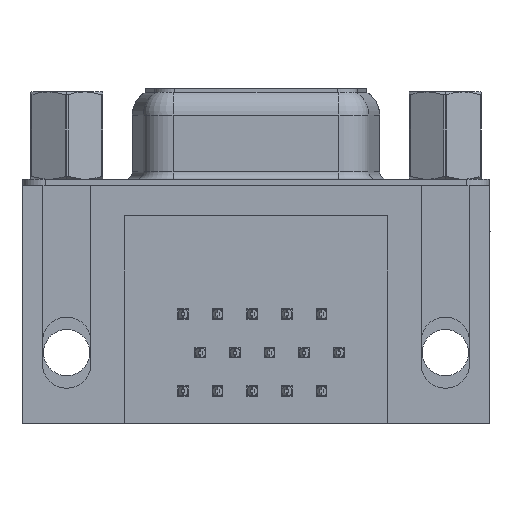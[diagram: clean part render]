
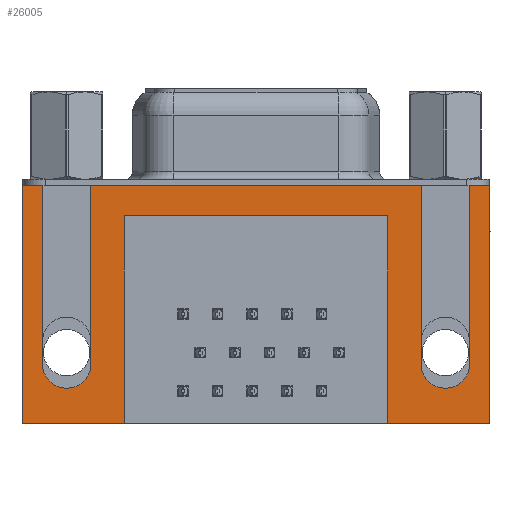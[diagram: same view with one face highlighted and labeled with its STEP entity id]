
A CAD part, front view. The second image highlights one B-rep face of the part: STEP entity #26005.
In plain terms, the highlighted planar face has unit normal (0, -1, 0).
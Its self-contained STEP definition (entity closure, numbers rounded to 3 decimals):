
#1407 = ORIENTED_EDGE ( 'NONE', *, *, #35098, .F. ) ;
#1489 = VERTEX_POINT ( 'NONE', #5971 ) ;
#1614 = CARTESIAN_POINT ( 'NONE',  ( 3.79, -6.275, -2. ) ) ;
#1618 = CARTESIAN_POINT ( 'NONE',  ( 26.59, -6.275, -11.78 ) ) ;
#1764 = VERTEX_POINT ( 'NONE', #26619 ) ;
#1778 = VERTEX_POINT ( 'NONE', #21143 ) ;
#1954 = EDGE_CURVE ( 'NONE', #1489, #17472, #12742, .T. ) ;
#2178 = LINE ( 'NONE', #29325, #21831 ) ;
#3480 = ORIENTED_EDGE ( 'NONE', *, *, #1954, .F. ) ;
#3592 = CARTESIAN_POINT ( 'NONE',  ( 0., -6.275, -11.78 ) ) ;
#3628 = CARTESIAN_POINT ( 'NONE',  ( 27.9, -6.275, -15.7 ) ) ;
#3880 = LINE ( 'NONE', #12495, #23512 ) ;
#4252 = CARTESIAN_POINT ( 'NONE',  ( 27.9, -6.275, -15.7 ) ) ;
#4284 = DIRECTION ( 'NONE',  ( 0., -1., 0. ) ) ;
#4502 = VECTOR ( 'NONE', #35113, 1000. ) ;
#4659 = LINE ( 'NONE', #18948, #32616 ) ;
#4669 = CARTESIAN_POINT ( 'NONE',  ( 27.9, -6.275, -15.7 ) ) ;
#5348 = VERTEX_POINT ( 'NONE', #6130 ) ;
#5843 = CARTESIAN_POINT ( 'NONE',  ( -1.6, -6.275, 0. ) ) ;
#5971 = CARTESIAN_POINT ( 'NONE',  ( 26.59, -6.275, 0. ) ) ;
#6130 = CARTESIAN_POINT ( 'NONE',  ( -1.6, -6.275, -11.78 ) ) ;
#6369 = CARTESIAN_POINT ( 'NONE',  ( -2.91, -6.275, 0. ) ) ;
#6370 = DIRECTION ( 'NONE',  ( 1., 0., 0. ) ) ;
#6481 = EDGE_CURVE ( 'NONE', #5348, #22635, #6954, .T. ) ;
#6819 = VERTEX_POINT ( 'NONE', #4669 ) ;
#6954 = CIRCLE ( 'NONE', #7697, 1.6 ) ;
#7039 = DIRECTION ( 'NONE',  ( 0., 0., 1. ) ) ;
#7328 = ORIENTED_EDGE ( 'NONE', *, *, #21716, .F. ) ;
#7431 = VECTOR ( 'NONE', #34338, 1000. ) ;
#7697 = AXIS2_PLACEMENT_3D ( 'NONE', #3592, #23110, #6370 ) ;
#7773 = VERTEX_POINT ( 'NONE', #7867 ) ;
#7867 = CARTESIAN_POINT ( 'NONE',  ( -2.91, -6.275, -15.7 ) ) ;
#7926 = CARTESIAN_POINT ( 'NONE',  ( -2.91, -6.275, 0. ) ) ;
#8125 = VERTEX_POINT ( 'NONE', #10011 ) ;
#8485 = EDGE_CURVE ( 'NONE', #1764, #21941, #30871, .T. ) ;
#8605 = VERTEX_POINT ( 'NONE', #1618 ) ;
#9148 = VECTOR ( 'NONE', #26540, 1000. ) ;
#10011 = CARTESIAN_POINT ( 'NONE',  ( 23.39, -6.275, -11.78 ) ) ;
#11499 = ORIENTED_EDGE ( 'NONE', *, *, #16645, .T. ) ;
#11554 = VERTEX_POINT ( 'NONE', #14021 ) ;
#12495 = CARTESIAN_POINT ( 'NONE',  ( 3.79, -6.275, -2. ) ) ;
#12742 = LINE ( 'NONE', #7926, #19231 ) ;
#13134 = VECTOR ( 'NONE', #7039, 1000. ) ;
#13635 = EDGE_CURVE ( 'NONE', #7773, #1764, #20546, .T. ) ;
#14021 = CARTESIAN_POINT ( 'NONE',  ( 1.6, -6.275, 0. ) ) ;
#14518 = DIRECTION ( 'NONE',  ( 0., 0., 1. ) ) ;
#14653 = AXIS2_PLACEMENT_3D ( 'NONE', #21007, #4284, #23798 ) ;
#15833 = EDGE_CURVE ( 'NONE', #26874, #19427, #35372, .T. ) ;
#16013 = DIRECTION ( 'NONE',  ( 0., 0., -1. ) ) ;
#16367 = ORIENTED_EDGE ( 'NONE', *, *, #15833, .F. ) ;
#16645 = EDGE_CURVE ( 'NONE', #6819, #17472, #26159, .T. ) ;
#16863 = CARTESIAN_POINT ( 'NONE',  ( 3.79, -6.275, -2. ) ) ;
#17059 = ORIENTED_EDGE ( 'NONE', *, *, #31287, .F. ) ;
#17472 = VERTEX_POINT ( 'NONE', #30299 ) ;
#17729 = CARTESIAN_POINT ( 'NONE',  ( 23.39, -6.275, 0. ) ) ;
#17930 = CARTESIAN_POINT ( 'NONE',  ( 3.79, -6.275, -15.7 ) ) ;
#18547 = EDGE_CURVE ( 'NONE', #21941, #5348, #4659, .T. ) ;
#18948 = CARTESIAN_POINT ( 'NONE',  ( -1.6, -6.275, 0. ) ) ;
#19231 = VECTOR ( 'NONE', #27450, 1000. ) ;
#19427 = VERTEX_POINT ( 'NONE', #17930 ) ;
#19744 = LINE ( 'NONE', #22462, #26298 ) ;
#20218 = LINE ( 'NONE', #32503, #26772 ) ;
#20307 = ORIENTED_EDGE ( 'NONE', *, *, #24694, .F. ) ;
#20546 = LINE ( 'NONE', #34851, #13134 ) ;
#20616 = ORIENTED_EDGE ( 'NONE', *, *, #13635, .F. ) ;
#20945 = CARTESIAN_POINT ( 'NONE',  ( 21.2, -6.275, -2. ) ) ;
#20975 = DIRECTION ( 'NONE',  ( -1., 0., 0. ) ) ;
#21007 = CARTESIAN_POINT ( 'NONE',  ( 24.99, -6.275, -11.78 ) ) ;
#21143 = CARTESIAN_POINT ( 'NONE',  ( 21.2, -6.275, -15.7 ) ) ;
#21268 = DIRECTION ( 'NONE',  ( 1., 0., 0. ) ) ;
#21471 = PLANE ( 'NONE',  #33785 ) ;
#21500 = ORIENTED_EDGE ( 'NONE', *, *, #22774, .F. ) ;
#21716 = EDGE_CURVE ( 'NONE', #11554, #27821, #20218, .T. ) ;
#21831 = VECTOR ( 'NONE', #32132, 1000. ) ;
#21850 = CARTESIAN_POINT ( 'NONE',  ( 21.2, -6.275, -2. ) ) ;
#21941 = VERTEX_POINT ( 'NONE', #5843 ) ;
#22238 = LINE ( 'NONE', #4252, #23121 ) ;
#22462 = CARTESIAN_POINT ( 'NONE',  ( 23.39, -6.275, 0. ) ) ;
#22635 = VERTEX_POINT ( 'NONE', #26204 ) ;
#22774 = EDGE_CURVE ( 'NONE', #8605, #1489, #27642, .T. ) ;
#23110 = DIRECTION ( 'NONE',  ( 0., -1., 0. ) ) ;
#23121 = VECTOR ( 'NONE', #20975, 1000. ) ;
#23145 = DIRECTION ( 'NONE',  ( -1., 0., 0. ) ) ;
#23512 = VECTOR ( 'NONE', #32019, 1000. ) ;
#23529 = EDGE_LOOP ( 'NONE', ( #21500, #33263, #17059, #7328, #34231, #32497, #23897, #35490, #20616, #24920, #16367, #20307, #32180, #1407, #11499, #3480 ) ) ;
#23714 = EDGE_CURVE ( 'NONE', #19427, #7773, #22238, .T. ) ;
#23798 = DIRECTION ( 'NONE',  ( -1., 0., 0. ) ) ;
#23897 = ORIENTED_EDGE ( 'NONE', *, *, #18547, .F. ) ;
#24694 = EDGE_CURVE ( 'NONE', #31127, #26874, #3880, .T. ) ;
#24920 = ORIENTED_EDGE ( 'NONE', *, *, #23714, .F. ) ;
#25258 = DIRECTION ( 'NONE',  ( 0., 0., -1. ) ) ;
#26005 = ADVANCED_FACE ( 'NONE', ( #30870 ), #21471, .T. ) ;
#26159 = LINE ( 'NONE', #34021, #27029 ) ;
#26193 = VECTOR ( 'NONE', #23145, 1000. ) ;
#26204 = CARTESIAN_POINT ( 'NONE',  ( 1.6, -6.275, -11.78 ) ) ;
#26298 = VECTOR ( 'NONE', #25258, 1000. ) ;
#26540 = DIRECTION ( 'NONE',  ( 0., 0., 1. ) ) ;
#26619 = CARTESIAN_POINT ( 'NONE',  ( -2.91, -6.275, 0. ) ) ;
#26772 = VECTOR ( 'NONE', #21268, 1000. ) ;
#26874 = VERTEX_POINT ( 'NONE', #16863 ) ;
#27029 = VECTOR ( 'NONE', #14518, 1000. ) ;
#27062 = LINE ( 'NONE', #3628, #26193 ) ;
#27082 = CARTESIAN_POINT ( 'NONE',  ( -2.91, -6.275, -2.5 ) ) ;
#27450 = DIRECTION ( 'NONE',  ( 1., 0., 0. ) ) ;
#27642 = LINE ( 'NONE', #29506, #4502 ) ;
#27821 = VERTEX_POINT ( 'NONE', #17729 ) ;
#27974 = EDGE_CURVE ( 'NONE', #8125, #8605, #32531, .T. ) ;
#29110 = DIRECTION ( 'NONE',  ( 1., 0., 0. ) ) ;
#29325 = CARTESIAN_POINT ( 'NONE',  ( 1.6, -6.275, 0. ) ) ;
#29506 = CARTESIAN_POINT ( 'NONE',  ( 26.59, -6.275, 0. ) ) ;
#30299 = CARTESIAN_POINT ( 'NONE',  ( 27.9, -6.275, 0. ) ) ;
#30870 = FACE_OUTER_BOUND ( 'NONE', #23529, .T. ) ;
#30871 = LINE ( 'NONE', #6369, #31767 ) ;
#31127 = VERTEX_POINT ( 'NONE', #21850 ) ;
#31287 = EDGE_CURVE ( 'NONE', #27821, #8125, #19744, .T. ) ;
#31417 = LINE ( 'NONE', #20945, #9148 ) ;
#31767 = VECTOR ( 'NONE', #29110, 1000. ) ;
#32019 = DIRECTION ( 'NONE',  ( -1., 0., 0. ) ) ;
#32132 = DIRECTION ( 'NONE',  ( 0., 0., 1. ) ) ;
#32180 = ORIENTED_EDGE ( 'NONE', *, *, #35517, .F. ) ;
#32497 = ORIENTED_EDGE ( 'NONE', *, *, #6481, .F. ) ;
#32503 = CARTESIAN_POINT ( 'NONE',  ( -2.91, -6.275, 0. ) ) ;
#32531 = CIRCLE ( 'NONE', #14653, 1.6 ) ;
#32616 = VECTOR ( 'NONE', #35646, 1000. ) ;
#32703 = DIRECTION ( 'NONE',  ( 0., -1., 0. ) ) ;
#32719 = EDGE_CURVE ( 'NONE', #22635, #11554, #2178, .T. ) ;
#33263 = ORIENTED_EDGE ( 'NONE', *, *, #27974, .F. ) ;
#33785 = AXIS2_PLACEMENT_3D ( 'NONE', #27082, #32703, #16013 ) ;
#34021 = CARTESIAN_POINT ( 'NONE',  ( 27.9, -6.275, -2.5 ) ) ;
#34231 = ORIENTED_EDGE ( 'NONE', *, *, #32719, .F. ) ;
#34338 = DIRECTION ( 'NONE',  ( 0., 0., -1. ) ) ;
#34851 = CARTESIAN_POINT ( 'NONE',  ( -2.91, -6.275, -2.5 ) ) ;
#35098 = EDGE_CURVE ( 'NONE', #6819, #1778, #27062, .T. ) ;
#35113 = DIRECTION ( 'NONE',  ( 0., 0., 1. ) ) ;
#35372 = LINE ( 'NONE', #1614, #7431 ) ;
#35490 = ORIENTED_EDGE ( 'NONE', *, *, #8485, .F. ) ;
#35517 = EDGE_CURVE ( 'NONE', #1778, #31127, #31417, .T. ) ;
#35646 = DIRECTION ( 'NONE',  ( 0., 0., -1. ) ) ;
